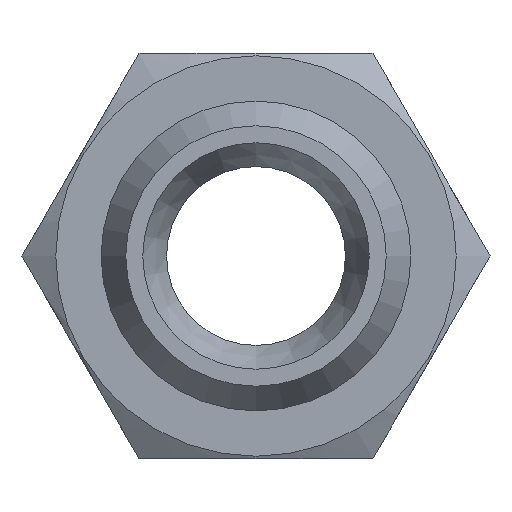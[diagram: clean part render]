
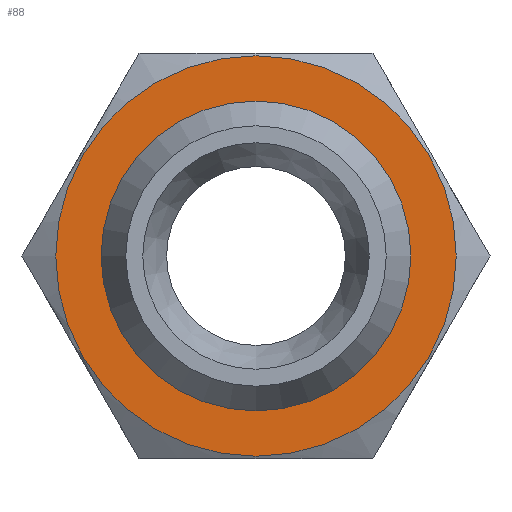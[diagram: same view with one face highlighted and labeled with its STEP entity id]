
A CAD part, front view. The second image highlights one B-rep face of the part: STEP entity #88.
In plain terms, the highlighted planar face has unit normal (0, -1, 0).
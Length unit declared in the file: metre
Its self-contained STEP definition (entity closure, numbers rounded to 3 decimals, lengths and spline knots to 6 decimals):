
#88 = ADVANCED_FACE( 'NONE', ( #189, #190 ), #191, .T. );
#189 = FACE_OUTER_BOUND( '', #294, .T. );
#190 = FACE_BOUND( '', #295, .T. );
#191 = PLANE( '', #296 );
#294 = EDGE_LOOP( '', ( #467 ) );
#295 = EDGE_LOOP( '', ( #468 ) );
#296 = AXIS2_PLACEMENT_3D( '', #469, #470, #471 );
#467 = ORIENTED_EDGE( '', *, *, #549, .T. );
#468 = ORIENTED_EDGE( '', *, *, #562, .F. );
#469 = CARTESIAN_POINT( '', ( 0.0065, 0.008, 0. ) );
#470 = DIRECTION( '', ( 0., -1., 0. ) );
#471 = DIRECTION( '', ( 0., 0., -1. ) );
#549 = EDGE_CURVE( 'NONE', #642, #642, #643, .T. );
#562 = EDGE_CURVE( 'NONE', #661, #661, #662, .T. );
#642 = VERTEX_POINT( '', #844 );
#643 = CIRCLE( '', #845, 0.0084 );
#661 = VERTEX_POINT( '', #865 );
#662 = CIRCLE( '', #866, 0.0065 );
#844 = CARTESIAN_POINT( '', ( 0., 0.008, -0.0084 ) );
#845 = AXIS2_PLACEMENT_3D( '', #915, #916, #917 );
#865 = CARTESIAN_POINT( '', ( 0., 0.008, -0.0065 ) );
#866 = AXIS2_PLACEMENT_3D( '', #935, #936, #937 );
#915 = CARTESIAN_POINT( '', ( 0., 0.008, 0. ) );
#916 = DIRECTION( '', ( 0., -1., 0. ) );
#917 = DIRECTION( '', ( 0., 0., -1. ) );
#935 = CARTESIAN_POINT( '', ( 0., 0.008, 0. ) );
#936 = DIRECTION( '', ( 0., -1., 0. ) );
#937 = DIRECTION( '', ( 0., 0., -1. ) );
